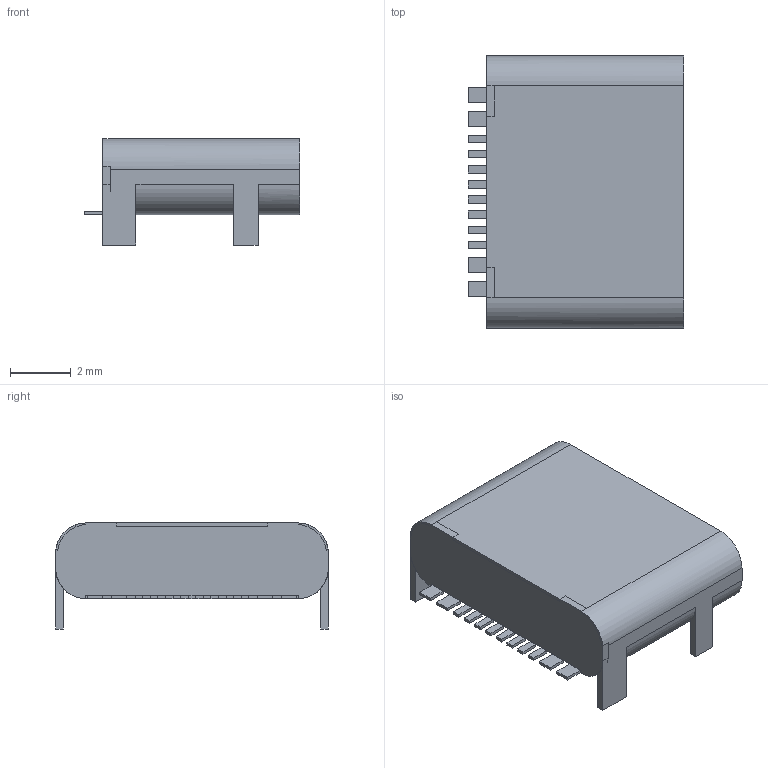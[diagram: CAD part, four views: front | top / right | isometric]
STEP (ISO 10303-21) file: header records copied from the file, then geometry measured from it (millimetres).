
FILE_DESCRIPTION(/* description */ (''),/* implementation_level */ '2;1');
FILE_NAME(/* name */ 'USBC.stp',/* time_stamp */ '2022-11-11T20:54:51+01:00',/* author */ (''),/* organization */ (''),/* preprocessor_version */ 'ST-DEVELOPER v15.2',/* originating_system */ 'Autodesk Translator Framework v2.0.0.5431',/* authorisation */ '');
FILE_SCHEMA (('AUTOMOTIVE_DESIGN { 1 0 10303 214 3 1 1 }'));
Length unit declared in the file: centimetre
Products named in the file (1): USBC
Bounding box: 7.1 x 9 x 3.5 mm (x, y, z)
Volume: 63.7 mm3; surface area: 422.3 mm2
Topology: 15 solids, 15 shells, 155 faces, 376 edges, 252 vertices
Faces by surface type: plane 139, cylinder 16
Entity records: 4509 total; most frequent: CARTESIAN_POINT 784, ORIENTED_EDGE 752, DIRECTION 736, EDGE_CURVE 376, LINE 328, VECTOR 328, VERTEX_POINT 252, AXIS2_PLACEMENT_3D 204
